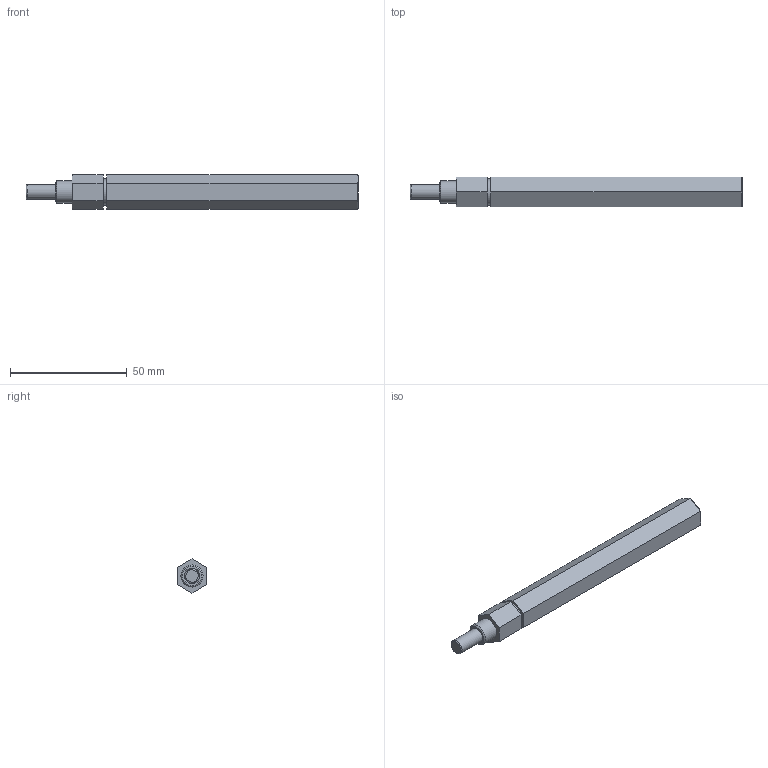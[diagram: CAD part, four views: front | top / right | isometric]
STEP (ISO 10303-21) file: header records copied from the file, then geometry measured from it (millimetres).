
FILE_DESCRIPTION(/* description */ (''),/* implementation_level */ '2;1');
FILE_NAME(/* name */ 'am-2566a.iam.stp',/* time_stamp */ '2017-12-14T10:12:01-08:00',/* author */ ('Autodesk Inc.'),/* organization */ ('Autodesk Inc.'),/* preprocessor_version */ 'ST-DEVELOPER v16.13',/* originating_system */ 'Autodesk Inventor 2018',/* authorisation */ '');
FILE_SCHEMA (('AUTOMOTIVE_DESIGN { 1 0 10303 214 3 1 1 }'));
Length unit declared in the file: millimetre
Products named in the file (3): am-2566a; sc-2566a TB Output Shaft Hex AM14U mag; 250x1000 dowel
Assembly tree (2 placements, depth 2):
  am-2566a
    sc-2566a TB Output Shaft Hex AM14U mag
    250x1000 dowel
Bounding box: 142.29 x 12.7 x 14.66 mm (x, y, z)
Volume: 17947.6 mm3; surface area: 6744.6 mm2
Topology: 2 solids, 2 shells, 34 faces, 69 edges, 43 vertices
Faces by surface type: plane 26, cylinder 4, cone 2, torus 2
Full cylindrical faces by diameter (mm): 6.325 x1, 6.35 x1, 9.5 x1, 11.176 x1
Entity records: 941 total; most frequent: DIRECTION 150, CARTESIAN_POINT 141, ORIENTED_EDGE 120, EDGE_CURVE 60, AXIS2_PLACEMENT_3D 51, LINE 48, VECTOR 48, EDGE_LOOP 46
